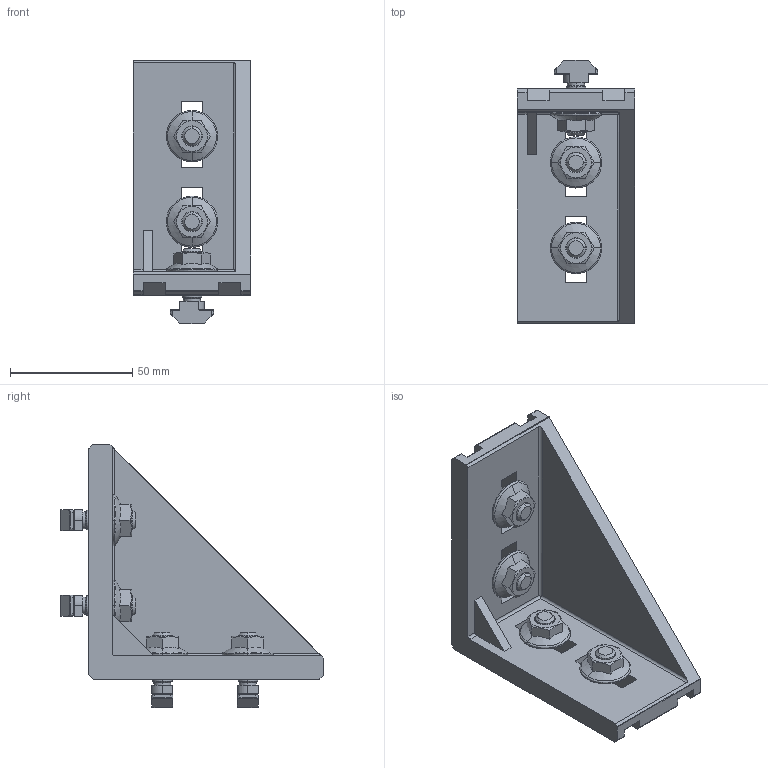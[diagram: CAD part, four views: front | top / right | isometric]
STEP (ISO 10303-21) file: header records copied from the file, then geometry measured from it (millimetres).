
FILE_DESCRIPTION (( 'STEP AP203' ), '1' );
FILE_NAME ('3_842_530_260_Bosch.step', '2024-06-04T12:55:47', ( '' ), ( '' ), 'SwSTEP 2.0', 'SolidWorks 2014', '' );
FILE_SCHEMA (( 'CONFIG_CONTROL_DESIGN' ));
Length unit declared in the file: millimetre
Products named in the file (1): 3_842_530_260_Bosch
Bounding box: 48 x 107.7 x 107.7 mm (x, y, z)
Volume: 92005 mm3; surface area: 40499.7 mm2
Topology: 1 solids, 1 shells, 816 faces, 2310 edges, 1512 vertices
Faces by surface type: plane 579, cylinder 173, cone 48, bspline 16
Entity records: 26952 total; most frequent: CARTESIAN_POINT 6374, ORIENTED_EDGE 4620, DIRECTION 3924, EDGE_CURVE 2310, VECTOR 1568, LINE 1568, VERTEX_POINT 1512, AXIS2_PLACEMENT_3D 1178
